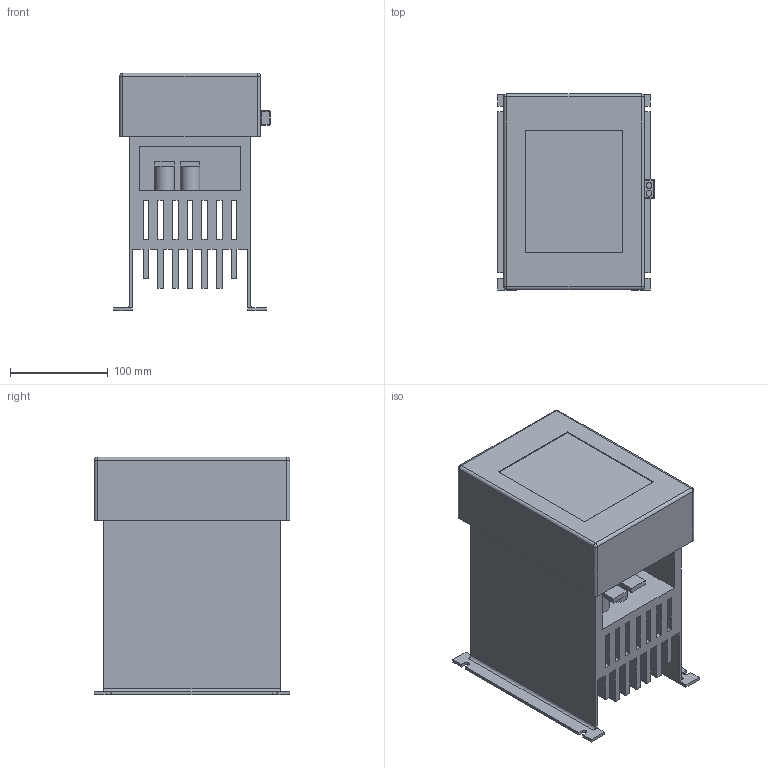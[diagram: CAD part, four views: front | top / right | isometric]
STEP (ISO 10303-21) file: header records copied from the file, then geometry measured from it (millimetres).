
FILE_DESCRIPTION(('STEP AP214'), '1');
FILE_NAME('Òèðèñòîðíèé ìîäóëü BEL-TS25H2 äî 25 êÂÀð 690Â', '', ('UNSPECIFIED'), ('UNSPECIFIED'), 'ASCON STEP Converter 1.3', 'ASCON Math Kernel', '');
FILE_SCHEMA(('AUTOMOTIVE_DESIGN { 1 0 10303 214 3 1 1}'));
Length unit declared in the file: millimetre
Bounding box: 160 x 200 x 243 mm (x, y, z)
Volume: 4077052.9 mm3; surface area: 483959.3 mm2
Topology: 1 solids, 1 shells, 179 faces, 478 edges, 300 vertices
Faces by surface type: plane 137, cylinder 30, sphere 8, torus 4
Full cylindrical faces by diameter (mm): 6 x2, 20 x4
Entity records: 7046 total; most frequent: CARTESIAN_POINT 1096, ORIENTED_EDGE 928, DIRECTION 888, EDGE_CURVE 464, LINE 392, VECTOR 392, VERTEX_POINT 300, AXIS2_PLACEMENT_3D 248
